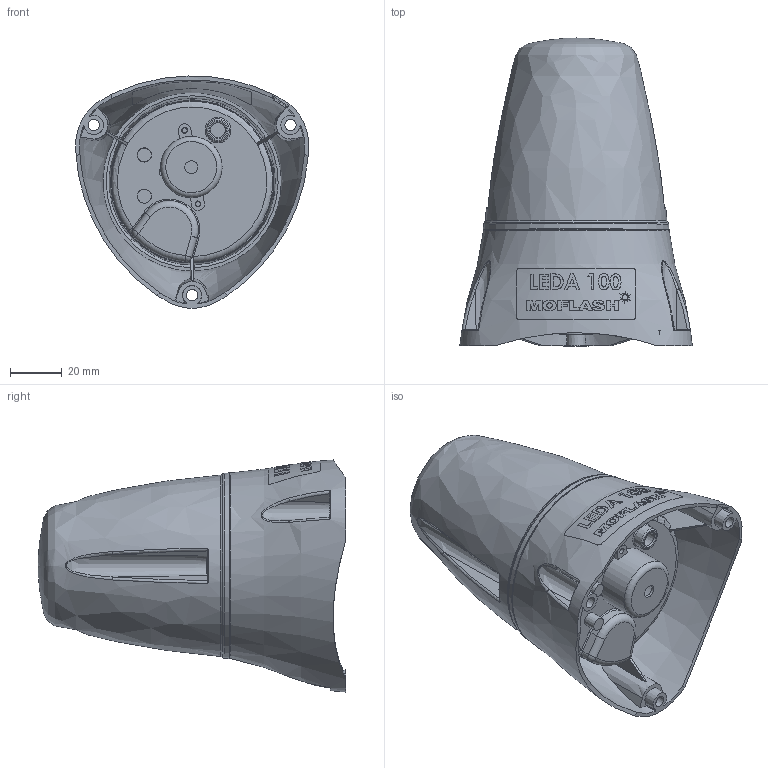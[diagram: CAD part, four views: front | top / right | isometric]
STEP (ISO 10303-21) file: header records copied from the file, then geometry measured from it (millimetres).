
FILE_DESCRIPTION (( 'STEP AP214' ), '1' );
FILE_NAME ('Moflash LEDA 100.STEP', '2015-10-23T10:38:09', ( '' ), ( '' ), 'SwSTEP 2.0', 'SolidWorks 2015', '' );
FILE_SCHEMA (( 'AUTOMOTIVE_DESIGN' ));
Length unit declared in the file: millimetre
Products named in the file (1): Moflash LEDA 100
Bounding box: 90.11 x 119.27 x 89.93 mm (x, y, z)
Volume: 307466.2 mm3; surface area: 64638 mm2
Topology: 4 solids, 7 shells, 479 faces, 1324 edges, 876 vertices
Faces by surface type: plane 201, bspline 156, cylinder 52, cone 34, torus 32, sphere 4
Full cylindrical faces by diameter (mm): 1.9 x2, 2.3 x2, 4 x2, 5.025 x1, 21.8 x1, 23.8 x1
Entity records: 36459 total; most frequent: CARTESIAN_POINT 21051, ORIENTED_EDGE 2466, DIRECTION 1381, EDGE_CURVE 1233, VERTEX_POINT 848, B_SPLINE_CURVE_WITH_KNOTS 673, EDGE_LOOP 581, AXIS2_PLACEMENT_3D 523
